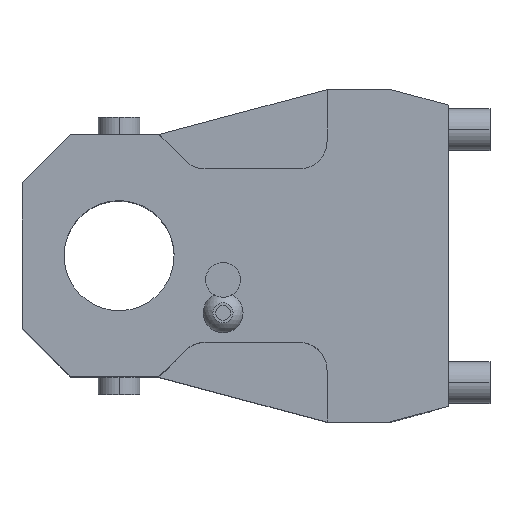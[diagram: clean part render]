
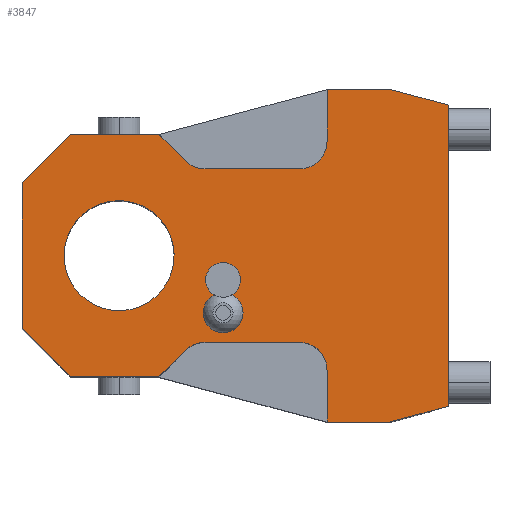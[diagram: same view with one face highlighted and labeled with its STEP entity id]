
A CAD part, top view. The second image highlights one B-rep face of the part: STEP entity #3847.
In plain terms, the highlighted planar face has unit normal (0, 0, 1).
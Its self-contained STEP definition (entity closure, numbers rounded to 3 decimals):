
#221=DIRECTION('',(1.,0.,0.));
#222=VECTOR('',#221,18.);
#223=CARTESIAN_POINT('',(-30.,-48.,66.5));
#224=LINE('',#223,#222);
#293=CARTESIAN_POINT('',(-38.,-33.,66.5));
#294=DIRECTION('',(0.,0.,-1.));
#295=DIRECTION('',(0.,1.,0.));
#296=AXIS2_PLACEMENT_3D('',#293,#294,#295);
#672=DIRECTION('',(-1.,0.,0.));
#673=VECTOR('',#672,18.);
#674=CARTESIAN_POINT('',(-12.,48.,66.5));
#675=LINE('',#674,#673);
#684=CARTESIAN_POINT('',(-38.,33.,66.5));
#685=DIRECTION('',(0.,0.,-1.));
#686=DIRECTION('',(1.,0.,0.));
#687=AXIS2_PLACEMENT_3D('',#684,#685,#686);
#776=DIRECTION('',(0.,1.,0.));
#777=VECTOR('',#776,15.);
#778=CARTESIAN_POINT('',(-30.,-48.,66.5));
#779=LINE('',#778,#777);
#780=DIRECTION('',(-1.,0.,0.));
#781=VECTOR('',#780,27.203);
#782=CARTESIAN_POINT('',(-38.,-25.,66.5));
#783=LINE('',#782,#781);
#784=CARTESIAN_POINT('',(-65.203,-33.,66.5));
#785=DIRECTION('',(0.,0.,1.));
#786=DIRECTION('',(0.,1.,0.));
#787=AXIS2_PLACEMENT_3D('',#784,#785,#786);
#789=DIRECTION('',(-0.707,-0.707,0.));
#790=VECTOR('',#789,10.828);
#791=CARTESIAN_POINT('',(-70.86,-27.343,66.5));
#792=LINE('',#791,#790);
#793=DIRECTION('',(1.,0.,0.));
#794=VECTOR('',#793,25.483);
#795=CARTESIAN_POINT('',(-104.,-35.,66.5));
#796=LINE('',#795,#794);
#797=DIRECTION('',(0.707,-0.707,0.));
#798=VECTOR('',#797,19.799);
#799=CARTESIAN_POINT('',(-118.,-21.,66.5));
#800=LINE('',#799,#798);
#801=DIRECTION('',(0.,-1.,0.));
#802=VECTOR('',#801,42.);
#803=CARTESIAN_POINT('',(-118.,21.,66.5));
#804=LINE('',#803,#802);
#805=DIRECTION('',(-0.707,-0.707,0.));
#806=VECTOR('',#805,19.799);
#807=CARTESIAN_POINT('',(-104.,35.,66.5));
#808=LINE('',#807,#806);
#809=DIRECTION('',(-1.,0.,0.));
#810=VECTOR('',#809,25.483);
#811=CARTESIAN_POINT('',(-78.517,35.,66.5));
#812=LINE('',#811,#810);
#813=DIRECTION('',(0.707,-0.707,0.));
#814=VECTOR('',#813,10.828);
#815=CARTESIAN_POINT('',(-78.517,35.,66.5));
#816=LINE('',#815,#814);
#817=CARTESIAN_POINT('',(-65.203,33.,66.5));
#818=DIRECTION('',(0.,0.,1.));
#819=DIRECTION('',(-0.707,-0.707,0.));
#820=AXIS2_PLACEMENT_3D('',#817,#818,#819);
#822=DIRECTION('',(-1.,0.,0.));
#823=VECTOR('',#822,27.203);
#824=CARTESIAN_POINT('',(-38.,25.,66.5));
#825=LINE('',#824,#823);
#826=DIRECTION('',(0.,1.,0.));
#827=VECTOR('',#826,15.);
#828=CARTESIAN_POINT('',(-30.,33.,66.5));
#829=LINE('',#828,#827);
#830=DIRECTION('',(0.966,-0.259,0.));
#831=VECTOR('',#830,17.6);
#832=CARTESIAN_POINT('',(-12.,48.,66.5));
#833=LINE('',#832,#831);
#834=DIRECTION('',(0.,1.,0.));
#835=VECTOR('',#834,86.89);
#836=CARTESIAN_POINT('',(5.,-43.445,66.5));
#837=LINE('',#836,#835);
#838=DIRECTION('',(-0.966,-0.259,0.));
#839=VECTOR('',#838,17.6);
#840=CARTESIAN_POINT('',(5.,-43.445,66.5));
#841=LINE('',#840,#839);
#842=CARTESIAN_POINT('',(-90.,0.,66.5));
#843=DIRECTION('',(0.,0.,1.));
#844=DIRECTION('',(-0.998,-0.063,0.));
#845=AXIS2_PLACEMENT_3D('',#842,#843,#844);
#847=CARTESIAN_POINT('',(-90.,0.,66.5));
#848=DIRECTION('',(0.,0.,1.));
#849=DIRECTION('',(-1.,0.,0.));
#850=AXIS2_PLACEMENT_3D('',#847,#848,#849);
#852=CARTESIAN_POINT('',(-60.,-16.5,66.5));
#853=DIRECTION('',(0.,0.,1.));
#854=DIRECTION('',(0.,1.,0.));
#855=AXIS2_PLACEMENT_3D('',#852,#853,#854);
#857=CARTESIAN_POINT('',(-60.,-16.5,66.5));
#858=DIRECTION('',(0.,0.,1.));
#859=DIRECTION('',(0.,-1.,0.));
#860=AXIS2_PLACEMENT_3D('',#857,#858,#859);
#862=CARTESIAN_POINT('',(-60.,-7.,66.5));
#863=DIRECTION('',(0.,0.,-1.));
#864=DIRECTION('',(0.,1.,0.));
#865=AXIS2_PLACEMENT_3D('',#862,#863,#864);
#867=CARTESIAN_POINT('',(-60.,-7.,66.5));
#868=DIRECTION('',(0.,0.,-1.));
#869=DIRECTION('',(0.,-1.,0.));
#870=AXIS2_PLACEMENT_3D('',#867,#868,#869);
#2536=CARTESIAN_POINT('',(-104.,35.,66.5));
#2537=CARTESIAN_POINT('',(-118.,21.,66.5));
#2538=VERTEX_POINT('',#2536);
#2539=VERTEX_POINT('',#2537);
#2540=CARTESIAN_POINT('',(-118.,-21.,66.5));
#2541=VERTEX_POINT('',#2540);
#2542=CARTESIAN_POINT('',(-104.,-35.,66.5));
#2543=VERTEX_POINT('',#2542);
#2544=CARTESIAN_POINT('',(-105.843,-1.,66.5));
#2545=CARTESIAN_POINT('',(-105.875,0.,66.5));
#2546=VERTEX_POINT('',#2544);
#2547=VERTEX_POINT('',#2545);
#2574=CARTESIAN_POINT('',(-12.,48.,66.5));
#2575=CARTESIAN_POINT('',(5.,43.445,66.5));
#2576=VERTEX_POINT('',#2574);
#2577=VERTEX_POINT('',#2575);
#2578=CARTESIAN_POINT('',(5.,-43.445,66.5));
#2579=CARTESIAN_POINT('',(-12.,-48.,66.5));
#2580=VERTEX_POINT('',#2578);
#2581=VERTEX_POINT('',#2579);
#2605=CARTESIAN_POINT('',(-78.517,35.,66.5));
#2606=CARTESIAN_POINT('',(-70.86,27.343,66.5));
#2607=VERTEX_POINT('',#2605);
#2608=VERTEX_POINT('',#2606);
#2615=CARTESIAN_POINT('',(-70.86,-27.343,66.5));
#2616=CARTESIAN_POINT('',(-78.517,-35.,66.5));
#2617=VERTEX_POINT('',#2615);
#2618=VERTEX_POINT('',#2616);
#2625=CARTESIAN_POINT('',(-38.,25.,66.5));
#2626=CARTESIAN_POINT('',(-65.203,25.,66.5));
#2627=VERTEX_POINT('',#2625);
#2628=VERTEX_POINT('',#2626);
#2629=CARTESIAN_POINT('',(-38.,-25.,66.5));
#2630=CARTESIAN_POINT('',(-65.203,-25.,66.5));
#2631=VERTEX_POINT('',#2629);
#2632=VERTEX_POINT('',#2630);
#2633=CARTESIAN_POINT('',(-30.,33.,66.5));
#2634=VERTEX_POINT('',#2633);
#2635=CARTESIAN_POINT('',(-30.,-33.,66.5));
#2636=VERTEX_POINT('',#2635);
#2735=CARTESIAN_POINT('',(-30.,48.,66.5));
#2736=VERTEX_POINT('',#2735);
#2739=CARTESIAN_POINT('',(-30.,-48.,66.5));
#2740=VERTEX_POINT('',#2739);
#2867=CARTESIAN_POINT('',(-60.,-10.746,66.5));
#2868=CARTESIAN_POINT('',(-60.,-22.254,66.5));
#2869=VERTEX_POINT('',#2867);
#2870=VERTEX_POINT('',#2868);
#2895=CARTESIAN_POINT('',(-60.,-4.5,66.5));
#2896=CARTESIAN_POINT('',(-60.,-9.5,66.5));
#2897=VERTEX_POINT('',#2895);
#2898=VERTEX_POINT('',#2896);
#3790=CARTESIAN_POINT('',(0.,0.,66.5));
#3791=DIRECTION('',(0.,0.,1.));
#3792=DIRECTION('',(0.,1.,0.));
#3793=AXIS2_PLACEMENT_3D('',#3790,#3791,#3792);
#3794=PLANE('',#3793);
#3795=ORIENTED_EDGE('',*,*,#3357,.T.);
#3796=ORIENTED_EDGE('',*,*,#3387,.F.);
#3798=ORIENTED_EDGE('',*,*,#3797,.T.);
#3800=ORIENTED_EDGE('',*,*,#3799,.T.);
#3802=ORIENTED_EDGE('',*,*,#3801,.T.);
#3804=ORIENTED_EDGE('',*,*,#3803,.F.);
#3806=ORIENTED_EDGE('',*,*,#3805,.F.);
#3808=ORIENTED_EDGE('',*,*,#3807,.F.);
#3810=ORIENTED_EDGE('',*,*,#3809,.F.);
#3812=ORIENTED_EDGE('',*,*,#3811,.F.);
#3814=ORIENTED_EDGE('',*,*,#3813,.T.);
#3816=ORIENTED_EDGE('',*,*,#3815,.T.);
#3818=ORIENTED_EDGE('',*,*,#3817,.F.);
#3819=ORIENTED_EDGE('',*,*,#3766,.F.);
#3820=ORIENTED_EDGE('',*,*,#3747,.T.);
#3821=ORIENTED_EDGE('',*,*,#3728,.F.);
#3823=ORIENTED_EDGE('',*,*,#3822,.T.);
#3824=ORIENTED_EDGE('',*,*,#3304,.F.);
#3825=ORIENTED_EDGE('',*,*,#3322,.T.);
#3826=ORIENTED_EDGE('',*,*,#3335,.F.);
#3827=EDGE_LOOP('',(#3795,#3796,#3798,#3800,#3802,#3804,#3806,#3808,#3810,#3812,
#3814,#3816,#3818,#3819,#3820,#3821,#3823,#3824,#3825,#3826));
#3828=FACE_OUTER_BOUND('',#3827,.F.);
#3830=ORIENTED_EDGE('',*,*,#3829,.T.);
#3832=ORIENTED_EDGE('',*,*,#3831,.T.);
#3833=EDGE_LOOP('',(#3830,#3832));
#3834=FACE_BOUND('',#3833,.F.);
#3836=ORIENTED_EDGE('',*,*,#3835,.T.);
#3838=ORIENTED_EDGE('',*,*,#3837,.T.);
#3839=EDGE_LOOP('',(#3836,#3838));
#3840=FACE_BOUND('',#3839,.F.);
#3842=ORIENTED_EDGE('',*,*,#3841,.F.);
#3844=ORIENTED_EDGE('',*,*,#3843,.F.);
#3845=EDGE_LOOP('',(#3842,#3844));
#3846=FACE_BOUND('',#3845,.F.);
#3847=ADVANCED_FACE('',(#3828,#3834,#3840,#3846),#3794,.T.);
#297=CIRCLE('',#296,8.);
#688=CIRCLE('',#687,8.);
#788=CIRCLE('',#787,8.);
#821=CIRCLE('',#820,8.);
#846=CIRCLE('',#845,15.875);
#851=CIRCLE('',#850,15.875);
#856=CIRCLE('',#855,5.754);
#861=CIRCLE('',#860,5.754);
#866=CIRCLE('',#865,2.5);
#871=CIRCLE('',#870,2.5);
#3304=EDGE_CURVE('',#2580,#2577,#837,.T.);
#3322=EDGE_CURVE('',#2580,#2581,#841,.T.);
#3335=EDGE_CURVE('',#2740,#2581,#224,.T.);
#3357=EDGE_CURVE('',#2740,#2636,#779,.T.);
#3387=EDGE_CURVE('',#2631,#2636,#297,.T.);
#3728=EDGE_CURVE('',#2576,#2736,#675,.T.);
#3747=EDGE_CURVE('',#2634,#2736,#829,.T.);
#3766=EDGE_CURVE('',#2634,#2627,#688,.T.);
#3797=EDGE_CURVE('',#2631,#2632,#783,.T.);
#3799=EDGE_CURVE('',#2632,#2617,#788,.T.);
#3801=EDGE_CURVE('',#2617,#2618,#792,.T.);
#3803=EDGE_CURVE('',#2543,#2618,#796,.T.);
#3805=EDGE_CURVE('',#2541,#2543,#800,.T.);
#3807=EDGE_CURVE('',#2539,#2541,#804,.T.);
#3809=EDGE_CURVE('',#2538,#2539,#808,.T.);
#3811=EDGE_CURVE('',#2607,#2538,#812,.T.);
#3813=EDGE_CURVE('',#2607,#2608,#816,.T.);
#3815=EDGE_CURVE('',#2608,#2628,#821,.T.);
#3817=EDGE_CURVE('',#2627,#2628,#825,.T.);
#3822=EDGE_CURVE('',#2576,#2577,#833,.T.);
#3829=EDGE_CURVE('',#2546,#2547,#846,.T.);
#3831=EDGE_CURVE('',#2547,#2546,#851,.T.);
#3835=EDGE_CURVE('',#2869,#2870,#856,.T.);
#3837=EDGE_CURVE('',#2870,#2869,#861,.T.);
#3841=EDGE_CURVE('',#2897,#2898,#866,.T.);
#3843=EDGE_CURVE('',#2898,#2897,#871,.T.);
